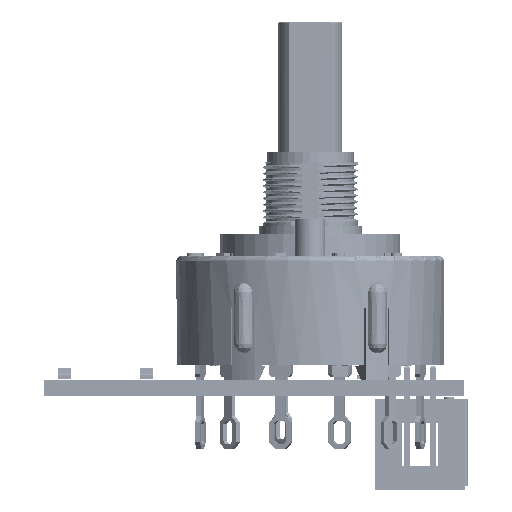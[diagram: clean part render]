
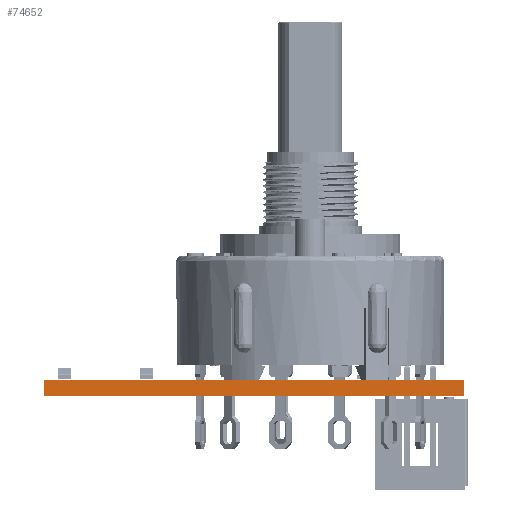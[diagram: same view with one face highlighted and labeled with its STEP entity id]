
A CAD part, left-side view. The second image highlights one B-rep face of the part: STEP entity #74652.
In plain terms, the highlighted planar face has unit normal (-1, 0, 0).
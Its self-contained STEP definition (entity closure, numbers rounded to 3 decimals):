
#74596 = VERTEX_POINT('',#74597);
#74597 = CARTESIAN_POINT('',(0.,0.,1.6));
#74603 = EDGE_CURVE('',#74604,#74596,#74606,.T.);
#74604 = VERTEX_POINT('',#74605);
#74605 = CARTESIAN_POINT('',(0.,-0.,0.));
#74606 = LINE('',#74607,#74608);
#74607 = CARTESIAN_POINT('',(0.,-0.,0.));
#74608 = VECTOR('',#74609,1.);
#74609 = DIRECTION('',(0.,0.,1.));
#74652 = ADVANCED_FACE('',(#74653),#74678,.T.);
#74653 = FACE_BOUND('',#74654,.T.);
#74654 = EDGE_LOOP('',(#74655,#74656,#74664,#74672));
#74655 = ORIENTED_EDGE('',*,*,#74603,.T.);
#74656 = ORIENTED_EDGE('',*,*,#74657,.T.);
#74657 = EDGE_CURVE('',#74596,#74658,#74660,.T.);
#74658 = VERTEX_POINT('',#74659);
#74659 = CARTESIAN_POINT('',(0.,41.,1.6));
#74660 = LINE('',#74661,#74662);
#74661 = CARTESIAN_POINT('',(0.,0.,1.6));
#74662 = VECTOR('',#74663,1.);
#74663 = DIRECTION('',(0.,1.,0.));
#74664 = ORIENTED_EDGE('',*,*,#74665,.F.);
#74665 = EDGE_CURVE('',#74666,#74658,#74668,.T.);
#74666 = VERTEX_POINT('',#74667);
#74667 = CARTESIAN_POINT('',(0.,41.,0.));
#74668 = LINE('',#74669,#74670);
#74669 = CARTESIAN_POINT('',(0.,41.,0.));
#74670 = VECTOR('',#74671,1.);
#74671 = DIRECTION('',(0.,0.,1.));
#74672 = ORIENTED_EDGE('',*,*,#74673,.F.);
#74673 = EDGE_CURVE('',#74604,#74666,#74674,.T.);
#74674 = LINE('',#74675,#74676);
#74675 = CARTESIAN_POINT('',(0.,-0.,0.));
#74676 = VECTOR('',#74677,1.);
#74677 = DIRECTION('',(0.,1.,0.));
#74678 = PLANE('',#74679);
#74679 = AXIS2_PLACEMENT_3D('',#74680,#74681,#74682);
#74680 = CARTESIAN_POINT('',(0.,0.,0.));
#74681 = DIRECTION('',(-1.,0.,0.));
#74682 = DIRECTION('',(0.,1.,0.));
